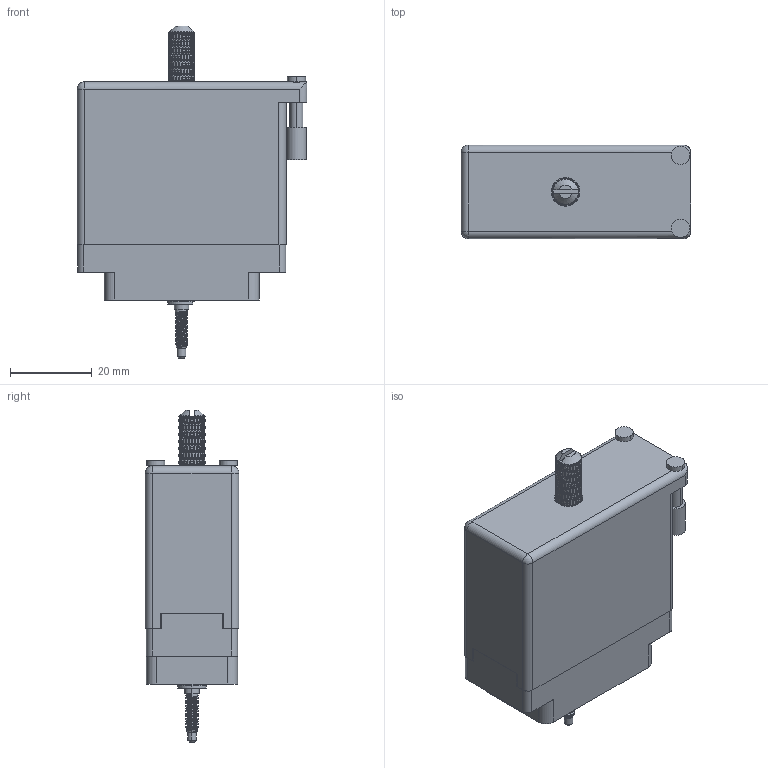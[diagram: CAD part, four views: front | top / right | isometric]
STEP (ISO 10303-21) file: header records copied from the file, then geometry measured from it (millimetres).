
FILE_DESCRIPTION (( 'STEP AP203' ), '1' );
FILE_NAME ('519-036-501-355.STEP', '2020-09-09T16:03:59', ( '' ), ( '' ), 'SwSTEP 2.0', 'SolidWorks 2020', '' );
FILE_SCHEMA (( 'CONFIG_CONTROL_DESIGN' ));
Length unit declared in the file: inch
Products named in the file (9): 516-292-001_501 Contact; 516-253-138-107; Actuating Screw Assy 038-056; 519-036-501-355; 516-250-038-111; 516-251-035-100; 516-230-001_Metal - 038 Side Entry; 519 Plug Insulator_036; 516-253-035-100
Assembly tree (44 placements, depth 3):
  519-036-501-355
    519 Plug Insulator_036
    516-292-001_501 Contact  x36
    Actuating Screw Assy 038-056
      516-251-035-100
      516-253-035-100  x2
      516-253-138-107
      516-250-038-111
    516-230-001_Metal - 038 Side Entry
Bounding box: 56.08 x 22.83 x 81.03 mm (x, y, z)
Volume: 21196.8 mm3; surface area: 33612.4 mm2
Topology: 43 solids, 43 shells, 4909 faces, 13162 edges, 8358 vertices
Faces by surface type: plane 2200, cylinder 1465, bspline 1222, cone 20, sphere 2
Entity records: 101393 total; most frequent: CARTESIAN_POINT 54308, ORIENTED_EDGE 11736, DIRECTION 6905, EDGE_CURVE 5868, VERTEX_POINT 3520, EDGE_LOOP 2502, ADVANCED_FACE 2383, FACE_OUTER_BOUND 2383
